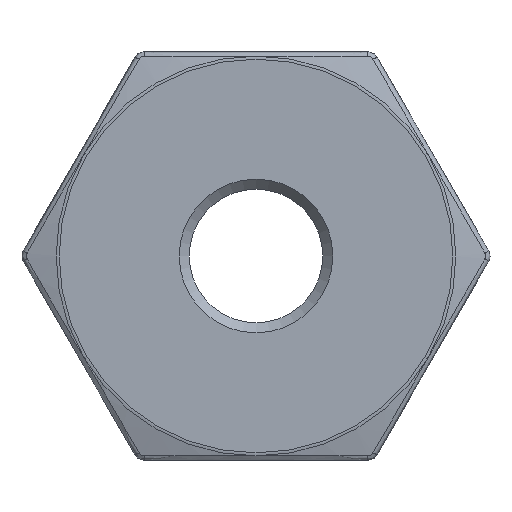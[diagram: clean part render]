
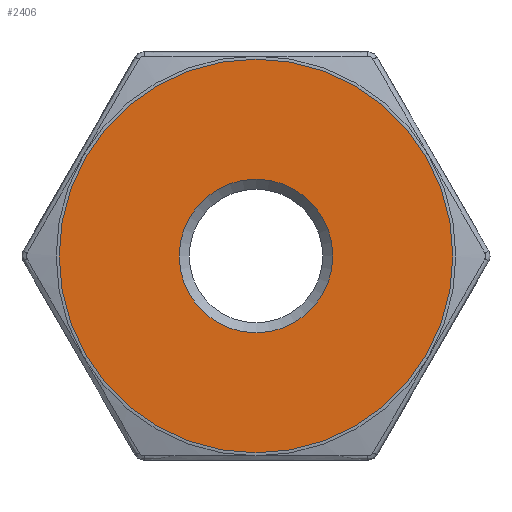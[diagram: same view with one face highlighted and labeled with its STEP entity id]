
A CAD part, left-side view. The second image highlights one B-rep face of the part: STEP entity #2406.
In plain terms, the highlighted planar face has unit normal (-1, 0, 0).
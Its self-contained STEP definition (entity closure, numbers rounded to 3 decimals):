
#1822 = AXIS2_PLACEMENT_3D ( 'NONE', #3047, #6297, #11932 ) ;
#2406 = ADVANCED_FACE ( 'NONE', ( #5325, #4217 ), #12963, .T. ) ;
#2460 = CIRCLE ( 'NONE', #11117, 6.579 ) ;
#2786 = ORIENTED_EDGE ( 'NONE', *, *, #12360, .T. ) ;
#3047 = CARTESIAN_POINT ( 'NONE',  ( 0., 0., 0. ) ) ;
#4176 = CARTESIAN_POINT ( 'NONE',  ( 0., 0., 0. ) ) ;
#4217 = FACE_BOUND ( 'NONE', #4545, .T. ) ;
#4368 = EDGE_LOOP ( 'NONE', ( #2786 ) ) ;
#4545 = EDGE_LOOP ( 'NONE', ( #8063 ) ) ;
#4623 = DIRECTION ( 'NONE',  ( -1., 0., 0. ) ) ;
#4898 = CARTESIAN_POINT ( 'NONE',  ( 0., -16.868, 0. ) ) ;
#5310 = AXIS2_PLACEMENT_3D ( 'NONE', #6762, #4623, #9002 ) ;
#5325 = FACE_OUTER_BOUND ( 'NONE', #4368, .T. ) ;
#6297 = DIRECTION ( 'NONE',  ( -1., 0., 0. ) ) ;
#6762 = CARTESIAN_POINT ( 'NONE',  ( 0., 0., 0. ) ) ;
#8063 = ORIENTED_EDGE ( 'NONE', *, *, #9476, .F. ) ;
#8338 = VERTEX_POINT ( 'NONE', #10605 ) ;
#9002 = DIRECTION ( 'NONE',  ( 0., -1., 0. ) ) ;
#9476 = EDGE_CURVE ( 'NONE', #8338, #8338, #2460, .T. ) ;
#9743 = CIRCLE ( 'NONE', #5310, 16.868 ) ;
#10458 = VERTEX_POINT ( 'NONE', #4898 ) ;
#10605 = CARTESIAN_POINT ( 'NONE',  ( 0., 0., 6.579 ) ) ;
#11117 = AXIS2_PLACEMENT_3D ( 'NONE', #4176, #13345, #13054 ) ;
#11932 = DIRECTION ( 'NONE',  ( 0., -1., 0. ) ) ;
#12360 = EDGE_CURVE ( 'NONE', #10458, #10458, #9743, .T. ) ;
#12963 = PLANE ( 'NONE',  #1822 ) ;
#13054 = DIRECTION ( 'NONE',  ( 0., 0., 1. ) ) ;
#13345 = DIRECTION ( 'NONE',  ( -1., 0., 0. ) ) ;
